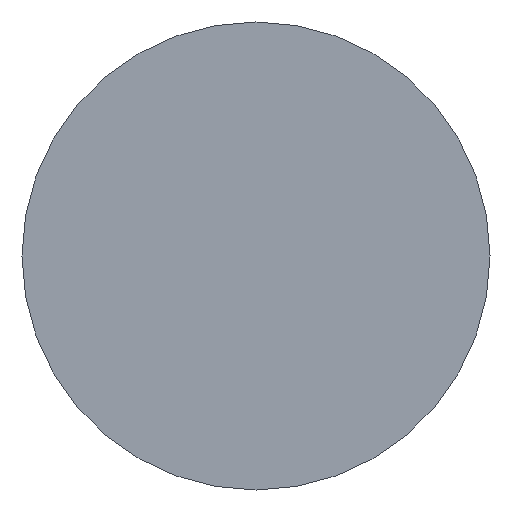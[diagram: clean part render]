
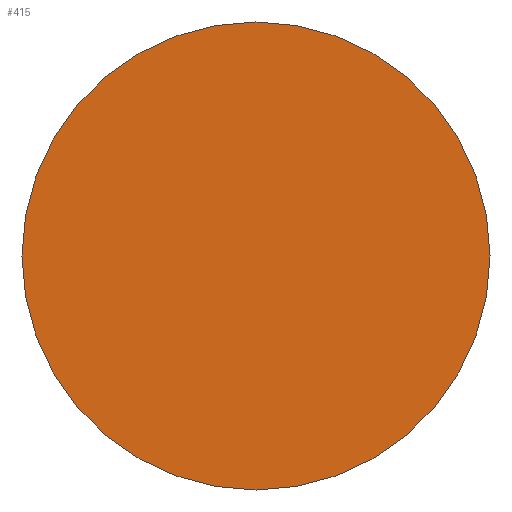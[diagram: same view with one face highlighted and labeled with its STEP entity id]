
A CAD part, left-side view. The second image highlights one B-rep face of the part: STEP entity #415.
In plain terms, the highlighted planar face has unit normal (-1, 0, 0).
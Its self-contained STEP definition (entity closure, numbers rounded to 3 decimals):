
#9 = EDGE_CURVE ( 'NONE', #121, #247, #66, .T. ) ;
#15 = ORIENTED_EDGE ( 'NONE', *, *, #9, .F. ) ;
#21 = CARTESIAN_POINT ( 'NONE',  ( 0., 4.375, 0. ) ) ;
#26 = DIRECTION ( 'NONE',  ( 0., -1., 0. ) ) ;
#55 = EDGE_CURVE ( 'NONE', #247, #121, #392, .T. ) ;
#66 = CIRCLE ( 'NONE', #159, 4.375 ) ;
#69 = DIRECTION ( 'NONE',  ( 0., 1., 0. ) ) ;
#70 = DIRECTION ( 'NONE',  ( -1., 0., 0. ) ) ;
#121 = VERTEX_POINT ( 'NONE', #146 ) ;
#131 = DIRECTION ( 'NONE',  ( 1., 0., 0. ) ) ;
#146 = CARTESIAN_POINT ( 'NONE',  ( 0., -4.375, 0. ) ) ;
#159 = AXIS2_PLACEMENT_3D ( 'NONE', #164, #398, #69 ) ;
#164 = CARTESIAN_POINT ( 'NONE',  ( 0., 0., 0. ) ) ;
#176 = PLANE ( 'NONE',  #231 ) ;
#182 = ORIENTED_EDGE ( 'NONE', *, *, #55, .F. ) ;
#200 = CARTESIAN_POINT ( 'NONE',  ( 0., 0., 0. ) ) ;
#218 = AXIS2_PLACEMENT_3D ( 'NONE', #200, #131, #232 ) ;
#231 = AXIS2_PLACEMENT_3D ( 'NONE', #353, #70, #26 ) ;
#232 = DIRECTION ( 'NONE',  ( 0., 1., 0. ) ) ;
#247 = VERTEX_POINT ( 'NONE', #21 ) ;
#278 = FACE_OUTER_BOUND ( 'NONE', #421, .T. ) ;
#353 = CARTESIAN_POINT ( 'NONE',  ( 0., 0., 0. ) ) ;
#392 = CIRCLE ( 'NONE', #218, 4.375 ) ;
#398 = DIRECTION ( 'NONE',  ( 1., 0., 0. ) ) ;
#415 = ADVANCED_FACE ( 'NONE', ( #278 ), #176, .T. ) ;
#421 = EDGE_LOOP ( 'NONE', ( #182, #15 ) ) ;
